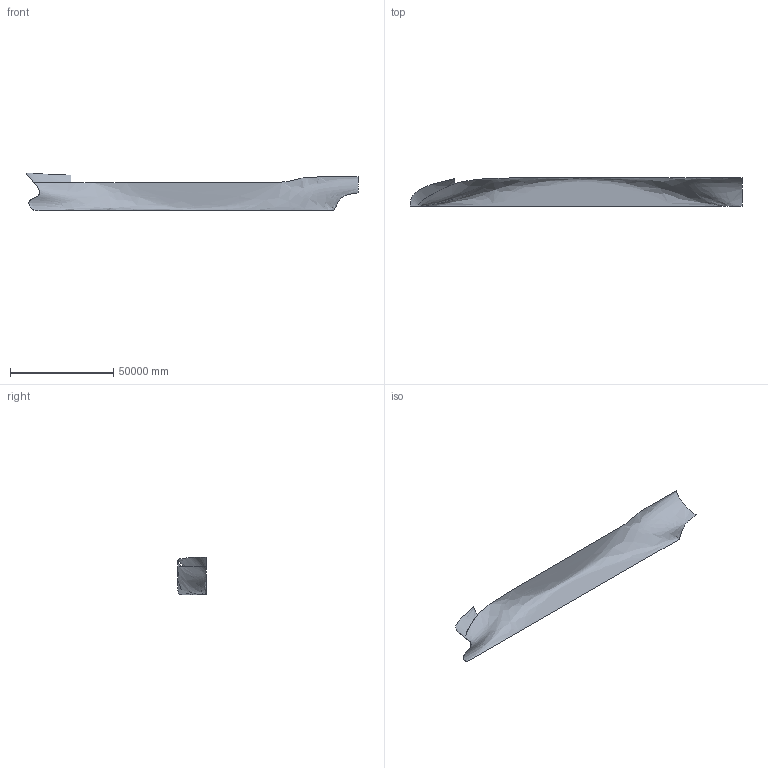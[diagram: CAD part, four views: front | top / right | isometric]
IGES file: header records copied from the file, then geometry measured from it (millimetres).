
Start section: This IGES 5.2 file was created by  FAST SHIP, a product of:     Anteon Corporation, Proteus Engineering     Stevensville, MD 21666 USA The geometry conveyed by this file is copyrighted by: and consists of rational b-spline surface entities (128) and b-spline curve entities (126) for the sections/intersections. If the model contains surface trimming, then bounded surface entities (143), boundary en
Global section: file name: Tom_; units: metre
Bounding box: 160790 x 13600 x 18000.03 mm (x, y, z)
Surface area: 3698561158.1 mm2 (no closed solid volume)
Topology: 0 solids, 0 shells, 2 faces, 8 edges, 8 vertices
Faces by surface type: bspline 2
